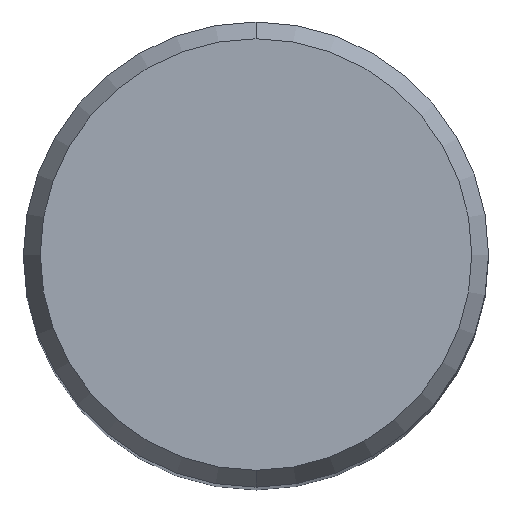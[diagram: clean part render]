
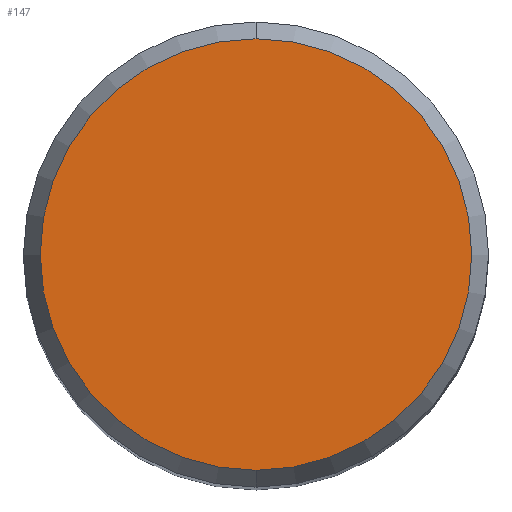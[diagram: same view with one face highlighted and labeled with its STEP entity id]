
A CAD part, top view. The second image highlights one B-rep face of the part: STEP entity #147.
In plain terms, the highlighted planar face has unit normal (0, 0, 1).
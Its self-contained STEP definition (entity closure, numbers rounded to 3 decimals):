
#109=EDGE_CURVE('',#175,#165,#260,.T.);
#147=ADVANCED_FACE('',(#304),#305,.T.);
#165=VERTEX_POINT('',#324);
#175=VERTEX_POINT('',#336);
#197=EDGE_CURVE('',#165,#175,#361,.T.);
#260=CIRCLE('',#424,5.892);
#304=FACE_OUTER_BOUND('',#482,.T.);
#305=PLANE('',#483);
#324=CARTESIAN_POINT('',(0.0,5.892,0.));
#336=CARTESIAN_POINT('',(0.,-5.892,0.));
#361=CIRCLE('',#554,5.892);
#424=AXIS2_PLACEMENT_3D('',#610,#611,#612);
#482=EDGE_LOOP('',(#674,#675));
#483=AXIS2_PLACEMENT_3D('',#676,#677,#678);
#554=AXIS2_PLACEMENT_3D('',#744,#745,#746);
#610=CARTESIAN_POINT('',(0.0,0.0,0.));
#611=DIRECTION('',(0.0,0.0,-1.0));
#612=DIRECTION('',(0.0,1.0,0.0));
#674=ORIENTED_EDGE('',*,*,#197,.F.);
#675=ORIENTED_EDGE('',*,*,#109,.F.);
#676=CARTESIAN_POINT('',(0.0,2.946,0.));
#677=DIRECTION('',(-0.0,0.0,1.0));
#678=DIRECTION('',(0.0,-1.0,0.0));
#744=CARTESIAN_POINT('',(0.0,0.0,0.));
#745=DIRECTION('',(0.0,0.0,-1.0));
#746=DIRECTION('',(0.0,1.0,0.0));
